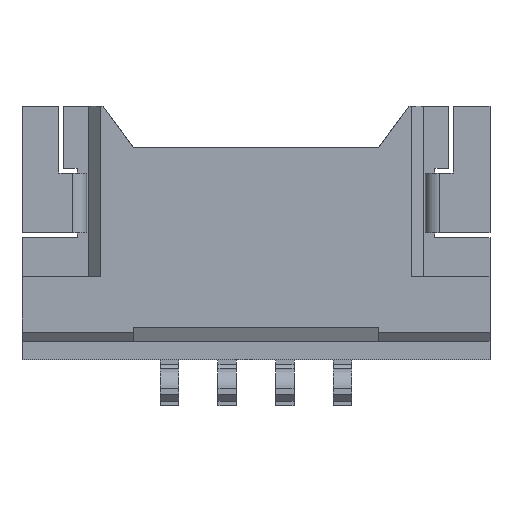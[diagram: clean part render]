
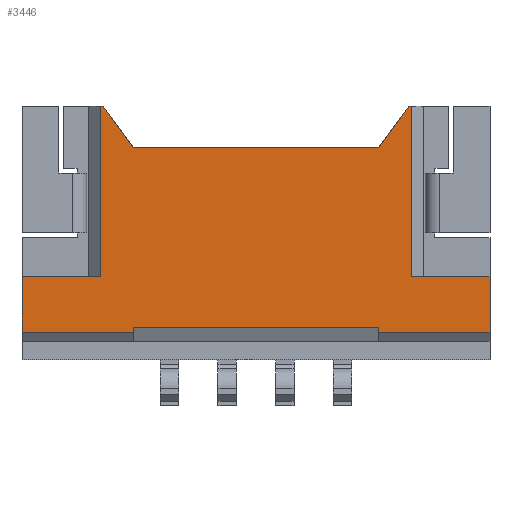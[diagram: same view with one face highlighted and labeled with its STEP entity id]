
A CAD part, front view. The second image highlights one B-rep face of the part: STEP entity #3446.
In plain terms, the highlighted planar face has unit normal (0, -1, 0).
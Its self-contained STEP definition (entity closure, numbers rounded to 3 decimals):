
#1=DIRECTION('',(0.,0.,-1.));
#2=VECTOR('',#1,3.7);
#3=CARTESIAN_POINT('',(-3.375,-0.925,2.75));
#4=LINE('',#3,#2);
#5=DIRECTION('',(1.,0.,0.));
#6=VECTOR('',#5,0.06);
#7=CARTESIAN_POINT('',(-3.375,-0.925,2.75));
#8=LINE('',#7,#6);
#9=DIRECTION('',(0.588,0.,-0.809));
#10=VECTOR('',#9,1.113);
#11=CARTESIAN_POINT('',(-3.315,-0.925,2.75));
#12=LINE('',#11,#10);
#13=DIRECTION('',(1.,0.,0.));
#14=VECTOR('',#13,5.32);
#15=CARTESIAN_POINT('',(-2.66,-0.925,1.85));
#16=LINE('',#15,#14);
#17=DIRECTION('',(0.588,0.,0.809));
#18=VECTOR('',#17,1.113);
#19=CARTESIAN_POINT('',(2.66,-0.925,1.85));
#20=LINE('',#19,#18);
#21=DIRECTION('',(1.,0.,0.));
#22=VECTOR('',#21,0.06);
#23=CARTESIAN_POINT('',(3.315,-0.925,2.75));
#24=LINE('',#23,#22);
#25=DIRECTION('',(0.,0.,1.));
#26=VECTOR('',#25,3.7);
#27=CARTESIAN_POINT('',(3.375,-0.925,-0.95));
#28=LINE('',#27,#26);
#29=DIRECTION('',(0.,0.,-1.));
#30=VECTOR('',#29,1.2);
#31=CARTESIAN_POINT('',(5.075,-0.925,-0.95));
#32=LINE('',#31,#30);
#33=DIRECTION('',(-1.,0.,0.));
#34=VECTOR('',#33,2.415);
#35=CARTESIAN_POINT('',(5.075,-0.925,-2.15));
#36=LINE('',#35,#34);
#37=DIRECTION('',(0.,0.,1.));
#38=VECTOR('',#37,0.1);
#39=CARTESIAN_POINT('',(2.66,-0.925,-2.15));
#40=LINE('',#39,#38);
#41=DIRECTION('',(1.,0.,0.));
#42=VECTOR('',#41,5.32);
#43=CARTESIAN_POINT('',(-2.66,-0.925,-2.05));
#44=LINE('',#43,#42);
#45=DIRECTION('',(0.,0.,1.));
#46=VECTOR('',#45,0.1);
#47=CARTESIAN_POINT('',(-2.66,-0.925,-2.15));
#48=LINE('',#47,#46);
#49=DIRECTION('',(-1.,0.,0.));
#50=VECTOR('',#49,2.415);
#51=CARTESIAN_POINT('',(-2.66,-0.925,-2.15));
#52=LINE('',#51,#50);
#53=DIRECTION('',(0.,0.,1.));
#54=VECTOR('',#53,1.2);
#55=CARTESIAN_POINT('',(-5.075,-0.925,-2.15));
#56=LINE('',#55,#54);
#61=DIRECTION('',(-1.,0.,0.));
#62=VECTOR('',#61,1.7);
#63=CARTESIAN_POINT('',(-3.375,-0.925,-0.95));
#64=LINE('',#63,#62);
#813=DIRECTION('',(-1.,0.,0.));
#814=VECTOR('',#813,1.7);
#815=CARTESIAN_POINT('',(5.075,-0.925,-0.95));
#816=LINE('',#815,#814);
#2607=CARTESIAN_POINT('',(2.66,-0.925,1.85));
#2608=CARTESIAN_POINT('',(3.315,-0.925,2.75));
#2609=VERTEX_POINT('',#2607);
#2610=VERTEX_POINT('',#2608);
#2611=CARTESIAN_POINT('',(-2.66,-0.925,1.85));
#2612=VERTEX_POINT('',#2611);
#2623=CARTESIAN_POINT('',(-3.315,-0.925,2.75));
#2624=VERTEX_POINT('',#2623);
#2757=CARTESIAN_POINT('',(5.075,-0.925,-0.95));
#2758=VERTEX_POINT('',#2757);
#2763=CARTESIAN_POINT('',(-5.075,-0.925,-0.95));
#2764=VERTEX_POINT('',#2763);
#2855=CARTESIAN_POINT('',(-3.375,-0.925,-0.95));
#2856=VERTEX_POINT('',#2855);
#2931=CARTESIAN_POINT('',(5.075,-0.925,-2.15));
#2932=VERTEX_POINT('',#2931);
#2935=CARTESIAN_POINT('',(-5.075,-0.925,-2.15));
#2936=VERTEX_POINT('',#2935);
#2949=CARTESIAN_POINT('',(-3.375,-0.925,2.75));
#2950=VERTEX_POINT('',#2949);
#2951=CARTESIAN_POINT('',(3.375,-0.925,2.75));
#2952=VERTEX_POINT('',#2951);
#2953=CARTESIAN_POINT('',(3.375,-0.925,-0.95));
#2954=VERTEX_POINT('',#2953);
#3003=CARTESIAN_POINT('',(2.66,-0.925,-2.15));
#3004=CARTESIAN_POINT('',(2.66,-0.925,-2.05));
#3005=VERTEX_POINT('',#3003);
#3006=VERTEX_POINT('',#3004);
#3007=CARTESIAN_POINT('',(-2.66,-0.925,-2.15));
#3008=CARTESIAN_POINT('',(-2.66,-0.925,-2.05));
#3009=VERTEX_POINT('',#3007);
#3010=VERTEX_POINT('',#3008);
#3407=CARTESIAN_POINT('',(0.,-0.925,0.));
#3408=DIRECTION('',(0.,-1.,0.));
#3409=DIRECTION('',(-1.,0.,0.));
#3410=AXIS2_PLACEMENT_3D('',#3407,#3408,#3409);
#3411=PLANE('',#3410);
#3413=ORIENTED_EDGE('',*,*,#3412,.F.);
#3415=ORIENTED_EDGE('',*,*,#3414,.T.);
#3417=ORIENTED_EDGE('',*,*,#3416,.T.);
#3419=ORIENTED_EDGE('',*,*,#3418,.T.);
#3421=ORIENTED_EDGE('',*,*,#3420,.T.);
#3423=ORIENTED_EDGE('',*,*,#3422,.T.);
#3425=ORIENTED_EDGE('',*,*,#3424,.F.);
#3427=ORIENTED_EDGE('',*,*,#3426,.F.);
#3429=ORIENTED_EDGE('',*,*,#3428,.T.);
#3431=ORIENTED_EDGE('',*,*,#3430,.T.);
#3433=ORIENTED_EDGE('',*,*,#3432,.T.);
#3435=ORIENTED_EDGE('',*,*,#3434,.F.);
#3437=ORIENTED_EDGE('',*,*,#3436,.F.);
#3439=ORIENTED_EDGE('',*,*,#3438,.T.);
#3441=ORIENTED_EDGE('',*,*,#3440,.T.);
#3443=ORIENTED_EDGE('',*,*,#3442,.F.);
#3444=EDGE_LOOP('',(#3413,#3415,#3417,#3419,#3421,#3423,#3425,#3427,#3429,#3431,
#3433,#3435,#3437,#3439,#3441,#3443));
#3445=FACE_OUTER_BOUND('',#3444,.F.);
#3446=ADVANCED_FACE('',(#3445),#3411,.T.);
#3412=EDGE_CURVE('',#2950,#2856,#4,.T.);
#3414=EDGE_CURVE('',#2950,#2624,#8,.T.);
#3416=EDGE_CURVE('',#2624,#2612,#12,.T.);
#3418=EDGE_CURVE('',#2612,#2609,#16,.T.);
#3420=EDGE_CURVE('',#2609,#2610,#20,.T.);
#3422=EDGE_CURVE('',#2610,#2952,#24,.T.);
#3424=EDGE_CURVE('',#2954,#2952,#28,.T.);
#3426=EDGE_CURVE('',#2758,#2954,#816,.T.);
#3428=EDGE_CURVE('',#2758,#2932,#32,.T.);
#3430=EDGE_CURVE('',#2932,#3005,#36,.T.);
#3432=EDGE_CURVE('',#3005,#3006,#40,.T.);
#3434=EDGE_CURVE('',#3010,#3006,#44,.T.);
#3436=EDGE_CURVE('',#3009,#3010,#48,.T.);
#3438=EDGE_CURVE('',#3009,#2936,#52,.T.);
#3440=EDGE_CURVE('',#2936,#2764,#56,.T.);
#3442=EDGE_CURVE('',#2856,#2764,#64,.T.);
